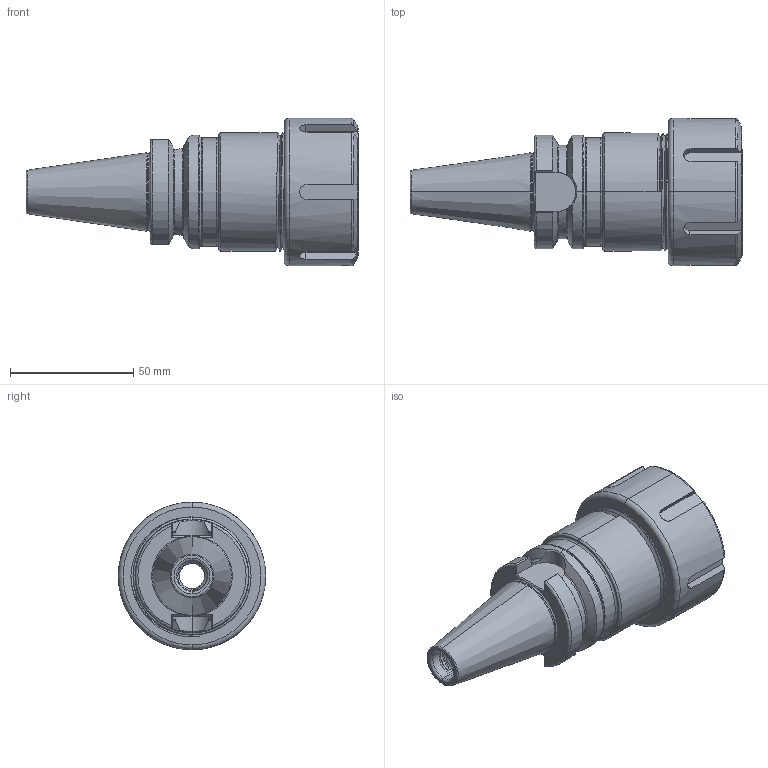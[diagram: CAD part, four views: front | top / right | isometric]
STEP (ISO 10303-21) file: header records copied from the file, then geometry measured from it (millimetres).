
FILE_DESCRIPTION (( 'STEP AP203' ), '1' );
FILE_NAME ('305.01.25.STEP', '2016-11-25T09:48:13', ( '' ), ( '' ), 'SwSTEP 2.0', 'SolidWorks 2012', '' );
FILE_SCHEMA (( 'CONFIG_CONTROL_DESIGN' ));
Length unit declared in the file: millimetre
Products named in the file (7): 305.01.25; OZ25Y1; OZ25002PD; OZ25001PD; OZ25#200 3.96MM鋼珠; OZ螺帽螺絲 M5
Assembly tree (40 placements, depth 3):
  305.01.25
    305.01.25
    OZ25Y1
      OZ25001PD
      OZ25002PD
      OZ螺帽螺絲 M5
      OZ25#200 3.96MM鋼珠  x35
Bounding box: 134.93 x 60 x 60 mm (x, y, z)
Volume: 133189.5 mm3; surface area: 51331.3 mm2
Topology: 39 solids, 39 shells, 424 faces, 1174 edges, 761 vertices
Faces by surface type: cylinder 128, sphere 70, plane 66, torus 62, cone 57, bspline 41
Entity records: 27659 total; most frequent: CARTESIAN_POINT 18096, ORIENTED_EDGE 1862, DIRECTION 1477, EDGE_CURVE 931, AXIS2_PLACEMENT_3D 609, VERTEX_POINT 588, EDGE_LOOP 367, FACE_OUTER_BOUND 356
